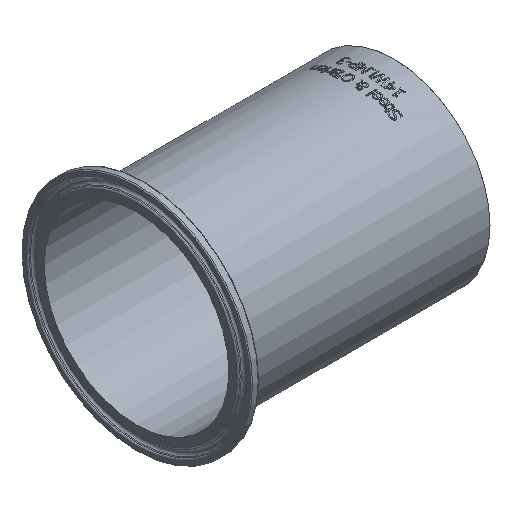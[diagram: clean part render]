
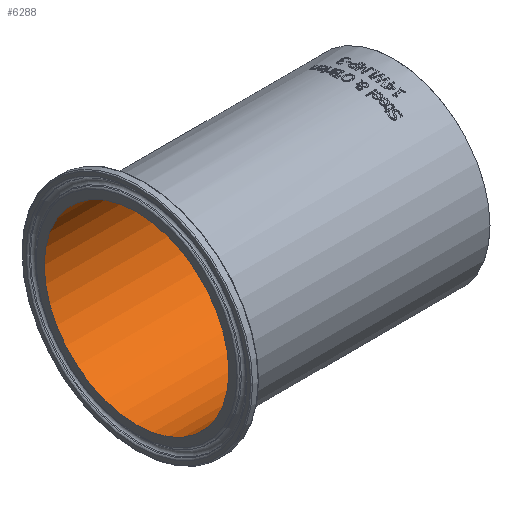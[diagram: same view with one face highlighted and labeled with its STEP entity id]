
A CAD part, isometric view. The second image highlights one B-rep face of the part: STEP entity #6288.
In plain terms, the highlighted cylindrical face has radius 36.449 mm (diameter 72.898 mm), a full revolution.
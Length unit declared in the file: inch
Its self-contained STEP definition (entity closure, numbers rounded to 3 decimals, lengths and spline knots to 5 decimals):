
#109=FACE_BOUND('',#1157,.T.);
#764=FACE_OUTER_BOUND('',#1156,.T.);
#1156=EDGE_LOOP('',(#5870));
#1157=EDGE_LOOP('',(#5871));
#2183=CIRCLE('',#6692,1.435);
#2185=CIRCLE('',#6696,1.435);
#3100=VERTEX_POINT('',#13555);
#3102=VERTEX_POINT('',#13561);
#4026=EDGE_CURVE('',#3100,#3100,#2183,.T.);
#4028=EDGE_CURVE('',#3102,#3102,#2185,.T.);
#5870=ORIENTED_EDGE('',*,*,#4028,.F.);
#5871=ORIENTED_EDGE('',*,*,#4026,.F.);
#5920=CYLINDRICAL_SURFACE('',#6695,1.435);
#6288=ADVANCED_FACE('',(#764,#109),#5920,.F.);
#6692=AXIS2_PLACEMENT_3D('',#13556,#7924,#7925);
#6695=AXIS2_PLACEMENT_3D('',#13560,#7930,#7931);
#6696=AXIS2_PLACEMENT_3D('',#13562,#7932,#7933);
#7924=DIRECTION('center_axis',(-1.,0.,0.));
#7925=DIRECTION('ref_axis',(0.,-1.,0.));
#7930=DIRECTION('center_axis',(1.,0.,0.));
#7931=DIRECTION('ref_axis',(0.,1.,0.));
#7932=DIRECTION('center_axis',(1.,0.,0.));
#7933=DIRECTION('ref_axis',(0.,1.,0.));
#13555=CARTESIAN_POINT('',(3.995,1.435,0.));
#13556=CARTESIAN_POINT('Origin',(3.995,0.,0.));
#13560=CARTESIAN_POINT('Origin',(2.,0.,0.));
#13561=CARTESIAN_POINT('',(0.,1.435,0.));
#13562=CARTESIAN_POINT('Origin',(0.,0.,
0.));
